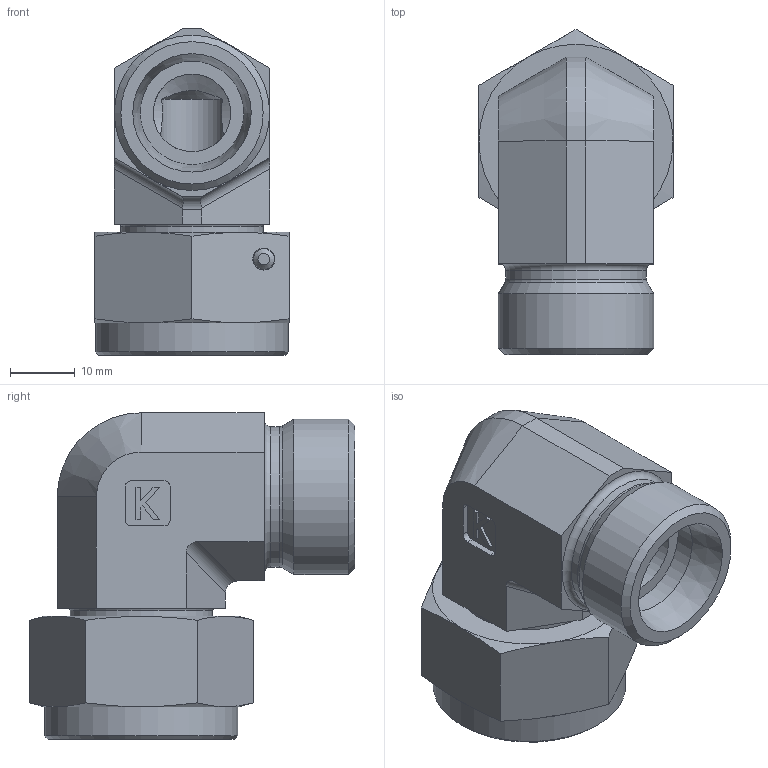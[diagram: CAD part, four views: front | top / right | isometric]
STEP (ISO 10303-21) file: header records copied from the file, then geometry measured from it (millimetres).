
FILE_DESCRIPTION((''),'2;1');
FILE_NAME('3566162416.stp','2014-09-11T09:12:17',(''),('KNOMI spol. s r. o.'),'Autodesk Inventor 2012','Autodesk Inventor 2012','');
FILE_SCHEMA(('AUTOMOTIVE_DESIGN { 1 2 10303 214 0 1 1 1 }'));
Length unit declared in the file: millimetre
Products named in the file (5): LSSO3 16S M24/M24 v.z "O" kr; 3576 16 24; 395 8 1624; 9903224; 60712020
Assembly tree (4 placements, depth 2):
  LSSO3 16S M24/M24 v.z "O" kr
    3576 16 24
    395 8 1624
    9903224
    60712020
Bounding box: 30 x 50.32 x 50.44 mm (x, y, z)
Volume: 27913 mm3; surface area: 13336.2 mm2
Topology: 4 solids, 4 shells, 112 faces, 257 edges, 162 vertices
Faces by surface type: plane 53, cone 27, cylinder 20, torus 11, bspline 1
Full cylindrical faces by diameter (mm): 3.2 x1, 3.4 x1, 10 x1, 12 x1, 16 x1, 21.7 x1, 22 x2, 22.25 x1, 22.376 x1, 24 x1, 29.8 x1
Entity records: 3316 total; most frequent: CARTESIAN_POINT 726, DIRECTION 500, ORIENTED_EDGE 426, EDGE_CURVE 213, AXIS2_PLACEMENT_3D 199, EDGE_LOOP 162, VERTEX_POINT 151, STYLED_ITEM 116
